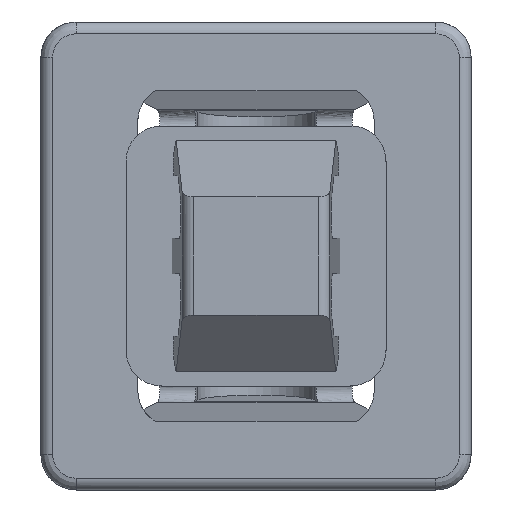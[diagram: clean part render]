
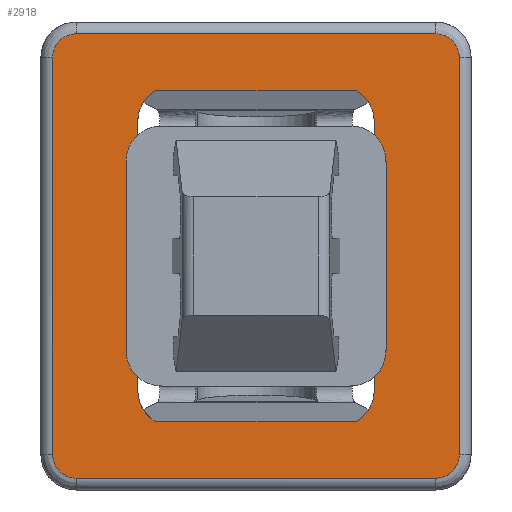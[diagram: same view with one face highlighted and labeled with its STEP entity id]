
A CAD part, left-side view. The second image highlights one B-rep face of the part: STEP entity #2918.
In plain terms, the highlighted free-form (B-spline) face has degree [1, 1] with [2, 2] control points.
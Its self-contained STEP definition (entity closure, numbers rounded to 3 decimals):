
#2435=CARTESIAN_POINT('',(0.0,7.6,9.4));
#2436=VERTEX_POINT('',#2435);
#2464=CARTESIAN_POINT('',(0.0,8.6,8.4));
#2465=VERTEX_POINT('',#2464);
#2476=CARTESIAN_POINT('',(0.0,7.6,9.4));
#2477=CARTESIAN_POINT('',(0.0,7.706,9.4));
#2478=CARTESIAN_POINT('',(0.0,7.927,9.364));
#2479=CARTESIAN_POINT('',(0.0,8.198,9.22));
#2480=CARTESIAN_POINT('',(0.0,8.42,8.998));
#2481=CARTESIAN_POINT('',(0.0,8.564,8.727));
#2482=CARTESIAN_POINT('',(0.0,8.6,8.506));
#2483=CARTESIAN_POINT('',(0.0,8.6,8.4));
#2484=B_SPLINE_CURVE_WITH_KNOTS('',3,(#2476,#2477,#2478,#2479,#2480,#2481,#2482,#2483),.UNSPECIFIED.,.F.,.U.,(4,1,1,1,1,4),(0.,0.319,0.663,0.908,1.252,1.571),.UNSPECIFIED.);
#2485=EDGE_CURVE('',#2436,#2465,#2484,.T.);
#2506=CARTESIAN_POINT('',(0.0,8.6,-8.4));
#2507=VERTEX_POINT('',#2506);
#2518=CARTESIAN_POINT('',(0.0,8.6,8.4));
#2519=CARTESIAN_POINT('',(0.0,8.6,-8.4));
#2520=QUASI_UNIFORM_CURVE('',1,(#2518,#2519),.UNSPECIFIED.,.F.,.U.);
#2521=EDGE_CURVE('',#2465,#2507,#2520,.T.);
#2546=CARTESIAN_POINT('',(0.0,-7.6,9.4));
#2547=VERTEX_POINT('',#2546);
#2566=CARTESIAN_POINT('',(0.0,-7.6,9.4));
#2567=CARTESIAN_POINT('',(0.0,7.6,9.4));
#2568=QUASI_UNIFORM_CURVE('',1,(#2566,#2567),.UNSPECIFIED.,.F.,.U.);
#2569=EDGE_CURVE('',#2547,#2436,#2568,.T.);
#2593=CARTESIAN_POINT('',(0.0,7.6,-9.4));
#2594=VERTEX_POINT('',#2593);
#2605=CARTESIAN_POINT('',(0.0,8.6,-8.4));
#2606=CARTESIAN_POINT('',(0.0,8.6,-8.49));
#2607=CARTESIAN_POINT('',(0.0,8.579,-8.645));
#2608=CARTESIAN_POINT('',(0.0,8.493,-8.868));
#2609=CARTESIAN_POINT('',(0.0,8.374,-9.046));
#2610=CARTESIAN_POINT('',(0.0,8.184,-9.228));
#2611=CARTESIAN_POINT('',(0.0,7.927,-9.364));
#2612=CARTESIAN_POINT('',(0.0,7.706,-9.4));
#2613=CARTESIAN_POINT('',(0.0,7.6,-9.4));
#2614=B_SPLINE_CURVE_WITH_KNOTS('',3,(#2605,#2606,#2607,#2608,#2609,#2610,#2611,#2612,#2613),.UNSPECIFIED.,.F.,.U.,(4,1,1,1,1,1,4),(0.,0.27,0.466,0.712,0.908,1.252,1.571),.UNSPECIFIED.);
#2615=EDGE_CURVE('',#2507,#2594,#2614,.T.);
#2651=CARTESIAN_POINT('',(0.0,-8.6,8.4));
#2652=VERTEX_POINT('',#2651);
#2679=CARTESIAN_POINT('',(0.0,-8.6,8.4));
#2680=CARTESIAN_POINT('',(0.0,-8.6,8.523));
#2681=CARTESIAN_POINT('',(0.0,-8.568,8.694));
#2682=CARTESIAN_POINT('',(0.0,-8.466,8.91));
#2683=CARTESIAN_POINT('',(0.0,-8.334,9.098));
#2684=CARTESIAN_POINT('',(0.0,-8.141,9.256));
#2685=CARTESIAN_POINT('',(0.0,-7.878,9.372));
#2686=CARTESIAN_POINT('',(0.0,-7.706,9.4));
#2687=CARTESIAN_POINT('',(0.0,-7.6,9.4));
#2688=B_SPLINE_CURVE_WITH_KNOTS('',3,(#2679,#2680,#2681,#2682,#2683,#2684,#2685,#2686,#2687),.UNSPECIFIED.,.F.,.U.,(4,1,1,1,1,1,4),(0.,0.368,0.515,0.712,1.055,1.252,1.571),.UNSPECIFIED.);
#2689=EDGE_CURVE('',#2652,#2547,#2688,.T.);
#2710=CARTESIAN_POINT('',(0.0,-7.6,-9.4));
#2711=VERTEX_POINT('',#2710);
#2723=CARTESIAN_POINT('',(0.0,7.6,-9.4));
#2724=CARTESIAN_POINT('',(0.0,-7.6,-9.4));
#2725=QUASI_UNIFORM_CURVE('',1,(#2723,#2724),.UNSPECIFIED.,.F.,.U.);
#2726=EDGE_CURVE('',#2594,#2711,#2725,.T.);
#2751=CARTESIAN_POINT('',(0.0,-8.6,-8.4));
#2752=VERTEX_POINT('',#2751);
#2772=CARTESIAN_POINT('',(0.0,-8.6,-8.4));
#2773=CARTESIAN_POINT('',(0.0,-8.6,8.4));
#2774=QUASI_UNIFORM_CURVE('',1,(#2772,#2773),.UNSPECIFIED.,.F.,.U.);
#2775=EDGE_CURVE('',#2752,#2652,#2774,.T.);
#2811=CARTESIAN_POINT('',(0.0,-7.6,-9.4));
#2812=CARTESIAN_POINT('',(0.0,-7.674,-9.4));
#2813=CARTESIAN_POINT('',(0.0,-7.829,-9.383));
#2814=CARTESIAN_POINT('',(0.0,-8.023,-9.313));
#2815=CARTESIAN_POINT('',(0.0,-8.206,-9.204));
#2816=CARTESIAN_POINT('',(0.0,-8.389,-9.038));
#2817=CARTESIAN_POINT('',(0.0,-8.556,-8.76));
#2818=CARTESIAN_POINT('',(0.0,-8.6,-8.523));
#2819=CARTESIAN_POINT('',(0.0,-8.6,-8.4));
#2820=B_SPLINE_CURVE_WITH_KNOTS('',3,(#2811,#2812,#2813,#2814,#2815,#2816,#2817,#2818,#2819),.UNSPECIFIED.,.F.,.U.,(4,1,1,1,1,1,4),(0.,0.221,0.466,0.614,0.859,1.203,1.571),.UNSPECIFIED.);
#2821=EDGE_CURVE('',#2711,#2752,#2820,.T.);
#2826=CARTESIAN_POINT('',(0.0,9.459,-10.339));
#2827=CARTESIAN_POINT('',(0.0,-9.459,-10.339));
#2828=CARTESIAN_POINT('',(0.0,9.459,10.339));
#2829=CARTESIAN_POINT('',(0.0,-9.459,10.339));
#2830=B_SPLINE_SURFACE_WITH_KNOTS('',1,1,((#2826,#2828),(#2827,#2829)),.UNSPECIFIED.,.F.,.F.,.U.,(2,2),(2,2),(0.0,18.918),(0.0,20.678),.UNSPECIFIED.);
#2831=ORIENTED_EDGE('',*,*,#2485,.T.);
#2832=ORIENTED_EDGE('',*,*,#2521,.T.);
#2833=ORIENTED_EDGE('',*,*,#2615,.T.);
#2834=ORIENTED_EDGE('',*,*,#2726,.T.);
#2835=ORIENTED_EDGE('',*,*,#2821,.T.);
#2836=ORIENTED_EDGE('',*,*,#2775,.T.);
#2837=ORIENTED_EDGE('',*,*,#2689,.T.);
#2838=ORIENTED_EDGE('',*,*,#2569,.T.);
#2839=EDGE_LOOP('',(#2831,#2832,#2833,#2834,#2835,#2836,#2837,#2838));
#2840=FACE_OUTER_BOUND('',#2839,.T.);
#2841=CARTESIAN_POINT('',(0.0,4.25,7.0));
#2842=VERTEX_POINT('',#2841);
#2843=CARTESIAN_POINT('',(0.0,5.0,5.701));
#2844=VERTEX_POINT('',#2843);
#2845=CARTESIAN_POINT('',(0.0,4.25,7.0));
#2846=CARTESIAN_POINT('',(0.0,4.37,6.931));
#2847=CARTESIAN_POINT('',(0.0,4.527,6.808));
#2848=CARTESIAN_POINT('',(0.0,4.741,6.56));
#2849=CARTESIAN_POINT('',(0.0,4.935,6.224));
#2850=CARTESIAN_POINT('',(0.0,5.,5.897));
#2851=CARTESIAN_POINT('',(0.0,5.0,5.701));
#2852=B_SPLINE_CURVE_WITH_KNOTS('',3,(#2845,#2846,#2847,#2848,#2849,#2850,#2851),.UNSPECIFIED.,.F.,.U.,(4,1,1,1,4),(0.,0.417,0.589,0.982,1.571),.UNSPECIFIED.);
#2853=EDGE_CURVE('',#2842,#2844,#2852,.T.);
#2854=ORIENTED_EDGE('',*,*,#2853,.F.);
#2855=CARTESIAN_POINT('',(0.0,-4.25,7.));
#2856=VERTEX_POINT('',#2855);
#2857=CARTESIAN_POINT('',(0.0,-4.25,7.));
#2858=CARTESIAN_POINT('',(0.0,4.25,7.0));
#2859=QUASI_UNIFORM_CURVE('',1,(#2857,#2858),.UNSPECIFIED.,.F.,.U.);
#2860=EDGE_CURVE('',#2856,#2842,#2859,.T.);
#2861=ORIENTED_EDGE('',*,*,#2860,.F.);
#2862=CARTESIAN_POINT('',(0.0,-5.0,5.701));
#2863=VERTEX_POINT('',#2862);
#2864=CARTESIAN_POINT('',(0.0,-5.0,5.701));
#2865=CARTESIAN_POINT('',(0.0,-5.,5.799));
#2866=CARTESIAN_POINT('',(0.0,-4.978,6.02));
#2867=CARTESIAN_POINT('',(0.0,-4.87,6.349));
#2868=CARTESIAN_POINT('',(0.0,-4.64,6.711));
#2869=CARTESIAN_POINT('',(0.0,-4.406,6.91));
#2870=CARTESIAN_POINT('',(0.0,-4.25,7.));
#2871=B_SPLINE_CURVE_WITH_KNOTS('',3,(#2864,#2865,#2866,#2867,#2868,#2869,#2870),.UNSPECIFIED.,.F.,.U.,(4,1,1,1,4),(0.,0.295,0.663,1.031,1.571),.UNSPECIFIED.);
#2872=EDGE_CURVE('',#2863,#2856,#2871,.T.);
#2873=ORIENTED_EDGE('',*,*,#2872,.F.);
#2874=CARTESIAN_POINT('',(0.0,-5.0,-5.701));
#2875=VERTEX_POINT('',#2874);
#2876=CARTESIAN_POINT('',(0.0,-5.0,-5.701));
#2877=CARTESIAN_POINT('',(0.0,-5.0,5.701));
#2878=QUASI_UNIFORM_CURVE('',1,(#2876,#2877),.UNSPECIFIED.,.F.,.U.);
#2879=EDGE_CURVE('',#2875,#2863,#2878,.T.);
#2880=ORIENTED_EDGE('',*,*,#2879,.F.);
#2881=CARTESIAN_POINT('',(0.0,-4.25,-7.0));
#2882=VERTEX_POINT('',#2881);
#2883=CARTESIAN_POINT('',(0.0,-4.25,-7.0));
#2884=CARTESIAN_POINT('',(0.0,-4.356,-6.939));
#2885=CARTESIAN_POINT('',(0.0,-4.56,-6.785));
#2886=CARTESIAN_POINT('',(0.0,-4.801,-6.481));
#2887=CARTESIAN_POINT('',(0.0,-4.962,-6.11));
#2888=CARTESIAN_POINT('',(0.0,-5.,-5.84));
#2889=CARTESIAN_POINT('',(0.0,-5.0,-5.701));
#2890=B_SPLINE_CURVE_WITH_KNOTS('',3,(#2883,#2884,#2885,#2886,#2887,#2888,#2889),.UNSPECIFIED.,.F.,.U.,(4,1,1,1,4),(0.,0.368,0.761,1.154,1.571),.UNSPECIFIED.);
#2891=EDGE_CURVE('',#2882,#2875,#2890,.T.);
#2892=ORIENTED_EDGE('',*,*,#2891,.F.);
#2893=CARTESIAN_POINT('',(0.0,4.25,-7.));
#2894=VERTEX_POINT('',#2893);
#2895=CARTESIAN_POINT('',(0.0,4.25,-7.));
#2896=CARTESIAN_POINT('',(0.0,-4.25,-7.0));
#2897=QUASI_UNIFORM_CURVE('',1,(#2895,#2896),.UNSPECIFIED.,.F.,.U.);
#2898=EDGE_CURVE('',#2894,#2882,#2897,.T.);
#2899=ORIENTED_EDGE('',*,*,#2898,.F.);
#2900=CARTESIAN_POINT('',(0.0,5.0,-5.701));
#2901=VERTEX_POINT('',#2900);
#2902=CARTESIAN_POINT('',(0.0,5.0,-5.701));
#2903=CARTESIAN_POINT('',(0.0,5.,-5.897));
#2904=CARTESIAN_POINT('',(0.0,4.935,-6.224));
#2905=CARTESIAN_POINT('',(0.0,4.671,-6.682));
#2906=CARTESIAN_POINT('',(0.0,4.42,-6.902));
#2907=CARTESIAN_POINT('',(0.0,4.25,-7.));
#2908=B_SPLINE_CURVE_WITH_KNOTS('',3,(#2902,#2903,#2904,#2905,#2906,#2907),.UNSPECIFIED.,.F.,.U.,(4,1,1,4),(0.,0.589,0.982,1.571),.UNSPECIFIED.);
#2909=EDGE_CURVE('',#2901,#2894,#2908,.T.);
#2910=ORIENTED_EDGE('',*,*,#2909,.F.);
#2911=CARTESIAN_POINT('',(0.0,5.0,5.701));
#2912=CARTESIAN_POINT('',(0.0,5.0,-5.701));
#2913=QUASI_UNIFORM_CURVE('',1,(#2911,#2912),.UNSPECIFIED.,.F.,.U.);
#2914=EDGE_CURVE('',#2844,#2901,#2913,.T.);
#2915=ORIENTED_EDGE('',*,*,#2914,.F.);
#2916=EDGE_LOOP('',(#2854,#2861,#2873,#2880,#2892,#2899,#2910,#2915));
#2917=FACE_BOUND('',#2916,.T.);
#2918=ADVANCED_FACE('',(#2840,#2917),#2830,.T.);
